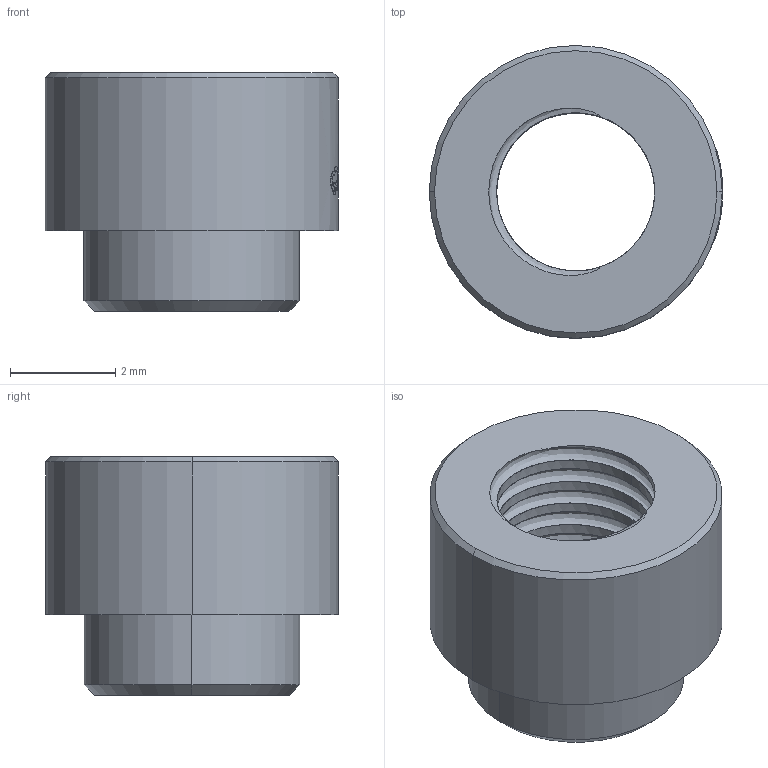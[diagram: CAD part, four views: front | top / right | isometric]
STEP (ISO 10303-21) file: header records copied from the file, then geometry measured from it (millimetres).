
FILE_DESCRIPTION (( 'STEP AP214' ), '1' );
FILE_NAME ('SMD_BD5.6-D4.1.step', '2022-07-26T09:04:10', ( '' ), ( '' ), 'SwSTEP 2.0', 'SolidWorks 2020', '' );
FILE_SCHEMA (( 'AUTOMOTIVE_DESIGN' ));
Length unit declared in the file: millimetre
Products named in the file (1): SMD_BD5.6-D4.1
Bounding box: 5.57 x 5.56 x 4.53 mm (x, y, z)
Volume: 57.5 mm3; surface area: 162.6 mm2
Topology: 1 solids, 1 shells, 318 faces, 868 edges, 578 vertices
Faces by surface type: bspline 138, plane 131, cylinder 45, cone 4
Entity records: 18648 total; most frequent: CARTESIAN_POINT 8314, ORIENTED_EDGE 1734, DIRECTION 886, EDGE_CURVE 867, VERTEX_POINT 576, B_SPLINE_CURVE_WITH_KNOTS 422, EDGE_LOOP 345, UNCERTAINTY_MEASURE_WITH_UNIT 321
